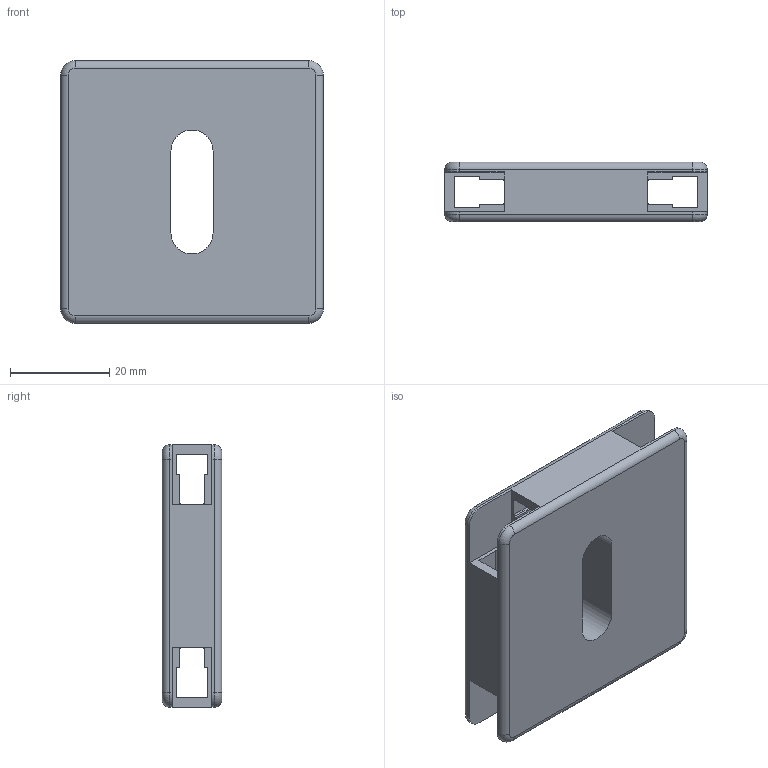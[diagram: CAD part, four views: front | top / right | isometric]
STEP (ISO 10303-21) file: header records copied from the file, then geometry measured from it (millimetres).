
FILE_DESCRIPTION(('STEP AP214'),'1');
FILE_NAME('cctmp_013A7772-E2CB-4D0C-A093-2485C08C306B_2020_1_10_11_6_8_186..stp','2020-01-10T10:06:08',('Bosch Rexroth AG'),('CADClick - www.CADClick.com'),'Spatial InterOp 3D',' ','unknown authorization - (Healing Option Enabled)');
FILE_SCHEMA(('AUTOMOTIVE_DESIGN'));
Length unit declared in the file: millimetre
Products named in the file (1): 2020_01_10__11-06-08-186
Bounding box: 53 x 12 x 53 mm (x, y, z)
Volume: 19903.2 mm3; surface area: 12610.2 mm2
Topology: 1 solids, 1 shells, 98 faces, 272 edges, 168 vertices
Faces by surface type: plane 56, cylinder 34, torus 8
Entity records: 3920 total; most frequent: DIRECTION 546, ORIENTED_EDGE 544, CARTESIAN_POINT 539, EDGE_CURVE 272, LINE 196, VECTOR 196, AXIS2_PLACEMENT_3D 175, VERTEX_POINT 168
